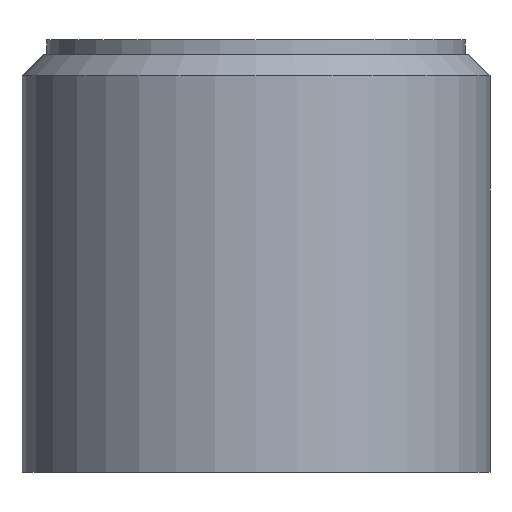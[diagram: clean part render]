
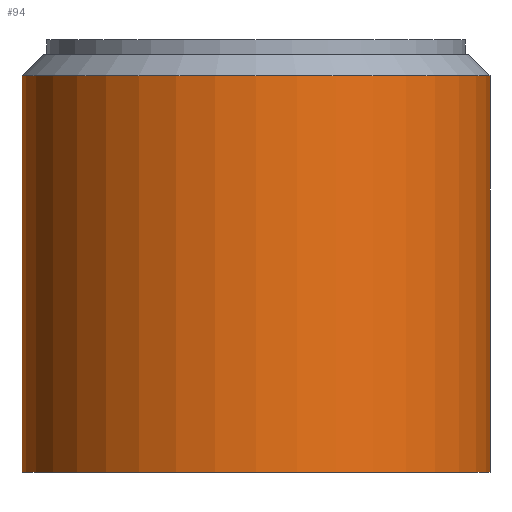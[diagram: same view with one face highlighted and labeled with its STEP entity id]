
A CAD part, front view. The second image highlights one B-rep face of the part: STEP entity #94.
In plain terms, the highlighted cylindrical face has radius 16.5 mm (diameter 33 mm), a full revolution.
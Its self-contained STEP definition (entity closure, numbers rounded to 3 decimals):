
#21=CYLINDRICAL_SURFACE('',#120,16.5);
#29=ORIENTED_EDGE('',*,*,#43,.T.);
#30=ORIENTED_EDGE('',*,*,#39,.T.);
#39=EDGE_CURVE('',#46,#46,#53,.T.);
#43=EDGE_CURVE('',#50,#50,#57,.T.);
#46=VERTEX_POINT('',#165);
#50=VERTEX_POINT('',#175);
#53=CIRCLE('',#115,16.5);
#57=CIRCLE('',#121,16.5);
#64=EDGE_LOOP('',(#29));
#65=EDGE_LOOP('',(#30));
#78=FACE_BOUND('',#64,.T.);
#79=FACE_BOUND('',#65,.T.);
#94=ADVANCED_FACE('',(#78,#79),#21,.T.);
#115=AXIS2_PLACEMENT_3D('',#164,#135,#136);
#120=AXIS2_PLACEMENT_3D('',#173,#145,#146);
#121=AXIS2_PLACEMENT_3D('',#174,#147,#148);
#135=DIRECTION('',(0.,0.,1.));
#136=DIRECTION('',(1.,0.,0.));
#145=DIRECTION('',(0.,0.,1.));
#146=DIRECTION('',(1.,0.,0.));
#147=DIRECTION('',(0.,0.,-1.));
#148=DIRECTION('',(-1.,0.,0.));
#164=CARTESIAN_POINT('',(0.,0.,-13.25));
#165=CARTESIAN_POINT('',(16.5,0.,-13.25));
#173=CARTESIAN_POINT('',(0.,0.,-13.25));
#174=CARTESIAN_POINT('',(0.,0.,14.7));
#175=CARTESIAN_POINT('',(-16.5,0.,14.7));
